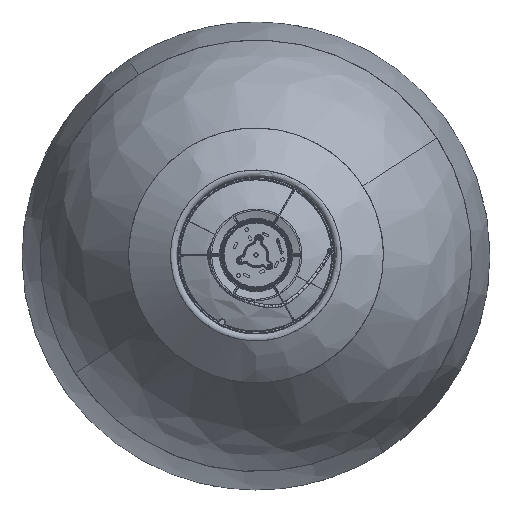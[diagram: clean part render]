
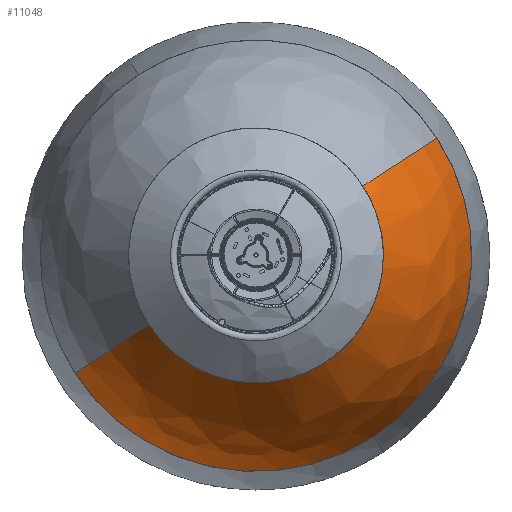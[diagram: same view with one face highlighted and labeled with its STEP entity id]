
A CAD part, top view. The second image highlights one B-rep face of the part: STEP entity #11048.
In plain terms, the highlighted face is a revolution surface.
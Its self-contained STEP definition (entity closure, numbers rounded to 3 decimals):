
#196=SURFACE_OF_REVOLUTION('',#2843,#204);
#204=AXIS1_PLACEMENT('',#46741,#35838);
#2841=(
BOUNDED_CURVE()
B_SPLINE_CURVE(2,(#46727,#46728,#46729,#46730,#46731),.UNSPECIFIED.,.F.,
 .F.)
B_SPLINE_CURVE_WITH_KNOTS((3,2,3),(0.,0.5,1.),
 .UNSPECIFIED.)
CURVE()
GEOMETRIC_REPRESENTATION_ITEM()
RATIONAL_B_SPLINE_CURVE((1.,0.707,1.,0.707,1.))
REPRESENTATION_ITEM('')
);
#2842=(
BOUNDED_CURVE()
B_SPLINE_CURVE(2,(#46732,#46733,#46734,#46735,#46736),.UNSPECIFIED.,.F.,
 .F.)
B_SPLINE_CURVE_WITH_KNOTS((3,2,3),(0.,0.5,1.),
 .UNSPECIFIED.)
CURVE()
GEOMETRIC_REPRESENTATION_ITEM()
RATIONAL_B_SPLINE_CURVE((1.,0.707,1.,0.707,1.))
REPRESENTATION_ITEM('')
);
#2843=(
BOUNDED_CURVE()
B_SPLINE_CURVE(3,(#46737,#46738,#46739,#46740),.UNSPECIFIED.,.F.,.F.)
B_SPLINE_CURVE_WITH_KNOTS((4,4),(0.,1.),.UNSPECIFIED.)
CURVE()
GEOMETRIC_REPRESENTATION_ITEM()
RATIONAL_B_SPLINE_CURVE((1.,1.,1.,1.))
REPRESENTATION_ITEM('')
);
#11048=ADVANCED_FACE('',(#12405),#196,.F.);
#12405=FACE_OUTER_BOUND('',#13727,.T.);
#13727=EDGE_LOOP('',(#17174,#17175,#17176,#17177));
#17174=ORIENTED_EDGE('',*,*,#27253,.F.);
#17175=ORIENTED_EDGE('',*,*,#27250,.F.);
#17176=ORIENTED_EDGE('',*,*,#27254,.F.);
#17177=ORIENTED_EDGE('',*,*,#27247,.T.);
#22354=VERTEX_POINT('',#46700);
#22355=VERTEX_POINT('',#46701);
#22357=VERTEX_POINT('',#46709);
#22358=VERTEX_POINT('',#46714);
#27247=EDGE_CURVE('',#22354,#22355,#32177,.T.);
#27250=EDGE_CURVE('',#22357,#22358,#32178,.T.);
#27253=EDGE_CURVE('',#22358,#22355,#2841,.T.);
#27254=EDGE_CURVE('',#22354,#22357,#2842,.T.);
#32177=B_SPLINE_CURVE_WITH_KNOTS('',3,(#46696,#46697,#46698,#46699),
 .UNSPECIFIED.,.F.,.F.,(4,4),(0.,1.),.UNSPECIFIED.);
#32178=B_SPLINE_CURVE_WITH_KNOTS('',3,(#46710,#46711,#46712,#46713),
 .UNSPECIFIED.,.F.,.F.,(4,4),(0.,1.),.UNSPECIFIED.);
#35838=DIRECTION('',(0.,0.,-1.));
#46696=CARTESIAN_POINT('',(353.386,35.397,-192.616));
#46697=CARTESIAN_POINT('',(332.852,22.062,-82.751));
#46698=CARTESIAN_POINT('',(283.163,-10.207,36.736));
#46699=CARTESIAN_POINT('',(208.269,-58.843,133.267));
#46700=CARTESIAN_POINT('',(353.386,35.397,-192.616));
#46701=CARTESIAN_POINT('',(208.269,-58.843,133.267));
#46709=CARTESIAN_POINT('',(-355.779,-425.138,-192.616));
#46710=CARTESIAN_POINT('',(-355.779,-425.138,-192.616));
#46711=CARTESIAN_POINT('',(-335.246,-411.804,-82.751));
#46712=CARTESIAN_POINT('',(-285.556,-379.535,36.736));
#46713=CARTESIAN_POINT('',(-210.663,-330.899,133.267));
#46714=CARTESIAN_POINT('',(-210.663,-330.899,133.267));
#46727=CARTESIAN_POINT('',(-210.663,-330.899,133.267));
#46728=CARTESIAN_POINT('',(-74.635,-540.365,133.267));
#46729=CARTESIAN_POINT('',(134.831,-404.337,133.267));
#46730=CARTESIAN_POINT('',(344.297,-268.309,133.267));
#46731=CARTESIAN_POINT('',(208.269,-58.843,133.267));
#46732=CARTESIAN_POINT('',(353.386,35.397,-192.616));
#46733=CARTESIAN_POINT('',(583.653,-319.186,-192.616));
#46734=CARTESIAN_POINT('',(229.071,-549.453,-192.616));
#46735=CARTESIAN_POINT('',(-125.512,-779.721,-192.616));
#46736=CARTESIAN_POINT('',(-355.779,-425.138,-192.616));
#46737=CARTESIAN_POINT('',(229.071,-549.453,-192.616));
#46738=CARTESIAN_POINT('',(215.736,-528.92,-82.751));
#46739=CARTESIAN_POINT('',(183.467,-479.23,36.736));
#46740=CARTESIAN_POINT('',(134.831,-404.337,133.267));
#46741=CARTESIAN_POINT('',(-1.197,-194.871,-26.516));
